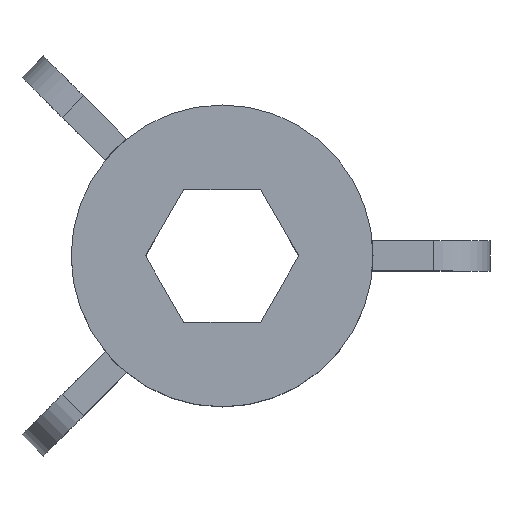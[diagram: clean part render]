
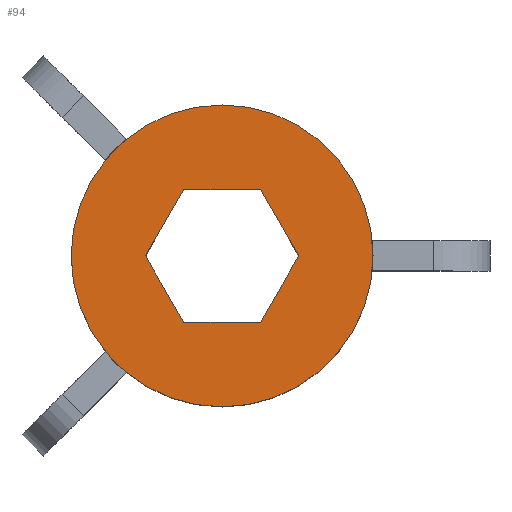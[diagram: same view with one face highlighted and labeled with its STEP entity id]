
A CAD part, top view. The second image highlights one B-rep face of the part: STEP entity #94.
In plain terms, the highlighted planar face has unit normal (0, 0, 1).
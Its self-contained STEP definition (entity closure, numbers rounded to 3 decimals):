
#11 = VECTOR ( 'NONE', #360, 1000. ) ;
#27 = VECTOR ( 'NONE', #396, 1000. ) ;
#31 = CARTESIAN_POINT ( 'NONE',  ( -20., 0., 15. ) ) ;
#37 = ORIENTED_EDGE ( 'NONE', *, *, #540, .T. ) ;
#38 = LINE ( 'NONE', #689, #495 ) ;
#47 = CARTESIAN_POINT ( 'NONE',  ( 0., 0., 15. ) ) ;
#58 = LINE ( 'NONE', #384, #27 ) ;
#78 = LINE ( 'NONE', #817, #356 ) ;
#94 = ADVANCED_FACE ( 'NONE', ( #879, #468 ), #1049, .T. ) ;
#104 = LINE ( 'NONE', #932, #11 ) ;
#128 = CARTESIAN_POINT ( 'NONE',  ( -10.16, 0., 15. ) ) ;
#145 = CARTESIAN_POINT ( 'NONE',  ( 10.16, 0., 15. ) ) ;
#147 = AXIS2_PLACEMENT_3D ( 'NONE', #193, #534, #602 ) ;
#153 = EDGE_CURVE ( 'NONE', #489, #169, #58, .T. ) ;
#155 = CARTESIAN_POINT ( 'NONE',  ( 5.08, 8.799, 15. ) ) ;
#169 = VERTEX_POINT ( 'NONE', #1035 ) ;
#177 = VERTEX_POINT ( 'NONE', #326 ) ;
#193 = CARTESIAN_POINT ( 'NONE',  ( 0., 0., 15. ) ) ;
#210 = EDGE_CURVE ( 'NONE', #1008, #367, #78, .T. ) ;
#235 = DIRECTION ( 'NONE',  ( 0.5, 0.866, 0. ) ) ;
#236 = AXIS2_PLACEMENT_3D ( 'NONE', #47, #708, #711 ) ;
#309 = CARTESIAN_POINT ( 'NONE',  ( -5.08, -8.799, 15. ) ) ;
#326 = CARTESIAN_POINT ( 'NONE',  ( 20., 0., 15. ) ) ;
#329 = VERTEX_POINT ( 'NONE', #31 ) ;
#332 = EDGE_LOOP ( 'NONE', ( #771, #563 ) ) ;
#336 = EDGE_LOOP ( 'NONE', ( #581, #37, #598, #741, #531, #658 ) ) ;
#338 = VECTOR ( 'NONE', #477, 1000. ) ;
#356 = VECTOR ( 'NONE', #569, 1000. ) ;
#360 = DIRECTION ( 'NONE',  ( 1., 0., 0. ) ) ;
#367 = VERTEX_POINT ( 'NONE', #128 ) ;
#377 = LINE ( 'NONE', #1047, #338 ) ;
#384 = CARTESIAN_POINT ( 'NONE',  ( 10.16, 0., 15. ) ) ;
#387 = CARTESIAN_POINT ( 'NONE',  ( 0., 0., 15. ) ) ;
#396 = DIRECTION ( 'NONE',  ( -0.5, -0.866, 0. ) ) ;
#430 = EDGE_CURVE ( 'NONE', #177, #329, #590, .T. ) ;
#446 = EDGE_CURVE ( 'NONE', #1058, #652, #104, .T. ) ;
#464 = DIRECTION ( 'NONE',  ( 0., 0., 1. ) ) ;
#468 = FACE_OUTER_BOUND ( 'NONE', #332, .T. ) ;
#477 = DIRECTION ( 'NONE',  ( -1., 0., 0. ) ) ;
#489 = VERTEX_POINT ( 'NONE', #145 ) ;
#495 = VECTOR ( 'NONE', #931, 1000. ) ;
#531 = ORIENTED_EDGE ( 'NONE', *, *, #446, .T. ) ;
#534 = DIRECTION ( 'NONE',  ( 0., 0., 1. ) ) ;
#536 = EDGE_CURVE ( 'NONE', #329, #177, #611, .T. ) ;
#538 = CARTESIAN_POINT ( 'NONE',  ( -5.08, 8.799, 15. ) ) ;
#540 = EDGE_CURVE ( 'NONE', #169, #1008, #377, .T. ) ;
#563 = ORIENTED_EDGE ( 'NONE', *, *, #430, .T. ) ;
#565 = EDGE_CURVE ( 'NONE', #367, #1058, #788, .T. ) ;
#569 = DIRECTION ( 'NONE',  ( -0.5, 0.866, 0. ) ) ;
#581 = ORIENTED_EDGE ( 'NONE', *, *, #153, .T. ) ;
#590 = CIRCLE ( 'NONE', #147, 20. ) ;
#598 = ORIENTED_EDGE ( 'NONE', *, *, #210, .T. ) ;
#602 = DIRECTION ( 'NONE',  ( 1., 0., 0. ) ) ;
#611 = CIRCLE ( 'NONE', #236, 20. ) ;
#652 = VERTEX_POINT ( 'NONE', #155 ) ;
#658 = ORIENTED_EDGE ( 'NONE', *, *, #790, .T. ) ;
#689 = CARTESIAN_POINT ( 'NONE',  ( 5.08, 8.799, 15. ) ) ;
#700 = VECTOR ( 'NONE', #235, 1000. ) ;
#708 = DIRECTION ( 'NONE',  ( 0., 0., 1. ) ) ;
#711 = DIRECTION ( 'NONE',  ( 1., 0., 0. ) ) ;
#722 = DIRECTION ( 'NONE',  ( 1., 0., 0. ) ) ;
#729 = AXIS2_PLACEMENT_3D ( 'NONE', #387, #464, #722 ) ;
#741 = ORIENTED_EDGE ( 'NONE', *, *, #565, .T. ) ;
#771 = ORIENTED_EDGE ( 'NONE', *, *, #536, .T. ) ;
#788 = LINE ( 'NONE', #1043, #700 ) ;
#790 = EDGE_CURVE ( 'NONE', #652, #489, #38, .T. ) ;
#817 = CARTESIAN_POINT ( 'NONE',  ( -5.08, -8.799, 15. ) ) ;
#879 = FACE_BOUND ( 'NONE', #336, .T. ) ;
#931 = DIRECTION ( 'NONE',  ( 0.5, -0.866, 0. ) ) ;
#932 = CARTESIAN_POINT ( 'NONE',  ( -5.08, 8.799, 15. ) ) ;
#1008 = VERTEX_POINT ( 'NONE', #309 ) ;
#1035 = CARTESIAN_POINT ( 'NONE',  ( 5.08, -8.799, 15. ) ) ;
#1043 = CARTESIAN_POINT ( 'NONE',  ( -10.16, 0., 15. ) ) ;
#1047 = CARTESIAN_POINT ( 'NONE',  ( 5.08, -8.799, 15. ) ) ;
#1049 = PLANE ( 'NONE',  #729 ) ;
#1058 = VERTEX_POINT ( 'NONE', #538 ) ;
